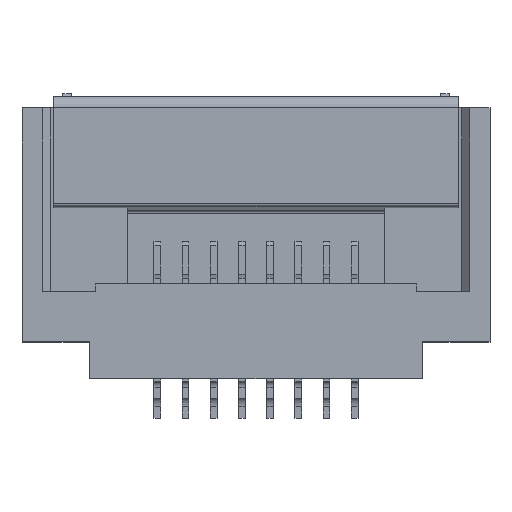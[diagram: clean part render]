
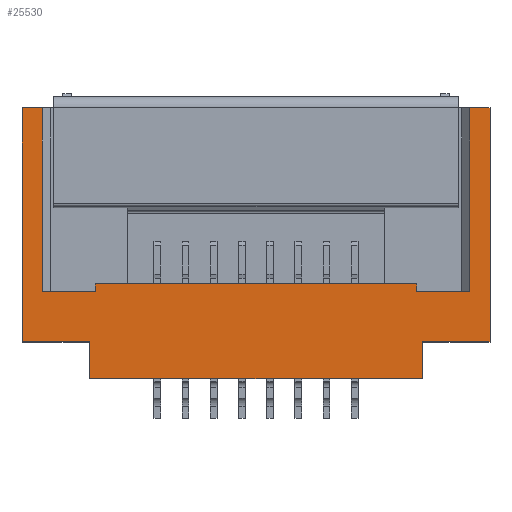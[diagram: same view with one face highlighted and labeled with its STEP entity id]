
A CAD part, top view. The second image highlights one B-rep face of the part: STEP entity #25530.
In plain terms, the highlighted face is planar.
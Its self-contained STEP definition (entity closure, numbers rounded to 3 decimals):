
#4720=CARTESIAN_POINT('',(34.975,58.87,-0.52));
#4730=VERTEX_POINT('',#4720);
#4760=CARTESIAN_POINT('',(40.875,58.87,-0.52));
#4770=DIRECTION('',(-1.,0.,0.));
#4780=VECTOR('',#4770,1.);
#4790=LINE('',#4760,#4780);
#4800=CARTESIAN_POINT('',(40.875,58.87,-0.52));
#4810=VERTEX_POINT('',#4800);
#4820=EDGE_CURVE('',#4810,#4730,#4790,.T.);
#19090=CARTESIAN_POINT('',(42.075,58.87,-5.32));
#19100=VERTEX_POINT('',#19090);
#19130=CARTESIAN_POINT('',(42.075,58.87,-5.32));
#19140=DIRECTION('',(-1.,0.,0.));
#19150=VECTOR('',#19140,1.);
#19160=LINE('',#19130,#19150);
#19170=CARTESIAN_POINT('',(41.72,58.87,-5.32));
#19180=VERTEX_POINT('',#19170);
#19190=EDGE_CURVE('',#19100,#19180,#19160,.T.);
#21030=CARTESIAN_POINT('',(42.075,58.87,-1.17));
#21040=VERTEX_POINT('',#21030);
#21070=CARTESIAN_POINT('',(42.075,58.87,-1.17));
#21080=DIRECTION('',(0.,0.,-1.));
#21090=VECTOR('',#21080,1.);
#21100=LINE('',#21070,#21090);
#21110=EDGE_CURVE('',#21040,#19100,#21100,.T.);
#22350=CARTESIAN_POINT('',(40.875,58.87,-1.17));
#22360=VERTEX_POINT('',#22350);
#22390=CARTESIAN_POINT('',(40.875,58.87,-1.17));
#22400=DIRECTION('',(1.,0.,0.));
#22410=VECTOR('',#22400,1.);
#22420=LINE('',#22390,#22410);
#22430=EDGE_CURVE('',#22360,#21040,#22420,.T.);
#24450=CARTESIAN_POINT('',(40.875,58.87,-0.52));
#24460=DIRECTION('',(0.,0.,-1.));
#24470=VECTOR('',#24460,1.);
#24480=LINE('',#24450,#24470);
#24490=EDGE_CURVE('',#4810,#22360,#24480,.T.);
#24550=CARTESIAN_POINT('',(24.925,58.87,-5.52));
#24560=DIRECTION('',(0.,1.,0.));
#24570=DIRECTION('',(0.,0.,-1.));
#24580=AXIS2_PLACEMENT_3D('',#24550,#24560,#24570);
#24590=PLANE('',#24580);
#24600=CARTESIAN_POINT('',(34.975,58.87,-0.52));
#24610=DIRECTION('',(0.,0.,-1.));
#24620=VECTOR('',#24610,1.);
#24630=LINE('',#24600,#24620);
#24640=CARTESIAN_POINT('',(34.975,58.87,-1.17));
#24650=VERTEX_POINT('',#24640);
#24660=EDGE_CURVE('',#4730,#24650,#24630,.T.);
#24670=ORIENTED_EDGE('',*,*,#24660,.F.);
#24680=CARTESIAN_POINT('',(34.975,58.87,-1.17));
#24690=DIRECTION('',(-1.,0.,0.));
#24700=VECTOR('',#24690,1.);
#24710=LINE('',#24680,#24700);
#24720=CARTESIAN_POINT('',(33.775,58.87,-1.17));
#24730=VERTEX_POINT('',#24720);
#24740=EDGE_CURVE('',#24650,#24730,#24710,.T.);
#24750=ORIENTED_EDGE('',*,*,#24740,.F.);
#24760=CARTESIAN_POINT('',(33.775,58.87,-1.17));
#24770=DIRECTION('',(0.,0.,-1.));
#24780=VECTOR('',#24770,1.);
#24790=LINE('',#24760,#24780);
#24800=CARTESIAN_POINT('',(33.775,58.87,-5.32));
#24810=VERTEX_POINT('',#24800);
#24820=EDGE_CURVE('',#24730,#24810,#24790,.T.);
#24830=ORIENTED_EDGE('',*,*,#24820,.F.);
#24840=CARTESIAN_POINT('',(33.775,58.87,-5.32));
#24850=DIRECTION('',(1.,0.,0.));
#24860=VECTOR('',#24850,1.);
#24870=LINE('',#24840,#24860);
#24880=CARTESIAN_POINT('',(34.13,58.87,-5.32));
#24890=VERTEX_POINT('',#24880);
#24900=EDGE_CURVE('',#24810,#24890,#24870,.T.);
#24910=ORIENTED_EDGE('',*,*,#24900,.F.);
#24920=CARTESIAN_POINT('',(34.13,58.87,-5.32));
#24930=DIRECTION('',(0.,0.,1.));
#24940=VECTOR('',#24930,1.);
#24950=LINE('',#24920,#24940);
#24960=CARTESIAN_POINT('',(34.13,58.87,-2.06));
#24970=VERTEX_POINT('',#24960);
#24980=EDGE_CURVE('',#24890,#24970,#24950,.T.);
#24990=ORIENTED_EDGE('',*,*,#24980,.F.);
#25000=CARTESIAN_POINT('',(34.13,58.87,-2.06));
#25010=DIRECTION('',(1.,0.,0.));
#25020=VECTOR('',#25010,1.);
#25030=LINE('',#25000,#25020);
#25040=CARTESIAN_POINT('',(35.07,58.87,-2.06));
#25050=VERTEX_POINT('',#25040);
#25060=EDGE_CURVE('',#24970,#25050,#25030,.T.);
#25070=ORIENTED_EDGE('',*,*,#25060,.F.);
#25080=CARTESIAN_POINT('',(35.07,58.87,-2.06));
#25090=DIRECTION('',(0.,0.,-1.));
#25100=VECTOR('',#25090,1.);
#25110=LINE('',#25080,#25100);
#25120=CARTESIAN_POINT('',(35.07,58.87,-2.2));
#25130=VERTEX_POINT('',#25120);
#25140=EDGE_CURVE('',#25050,#25130,#25110,.T.);
#25150=ORIENTED_EDGE('',*,*,#25140,.F.);
#25160=CARTESIAN_POINT('',(40.78,58.87,-2.2));
#25170=DIRECTION('',(-1.,0.,0.));
#25180=VECTOR('',#25170,1.);
#25190=LINE('',#25160,#25180);
#25200=CARTESIAN_POINT('',(40.78,58.87,-2.2));
#25210=VERTEX_POINT('',#25200);
#25220=EDGE_CURVE('',#25210,#25130,#25190,.T.);
#25230=ORIENTED_EDGE('',*,*,#25220,.T.);
#25240=CARTESIAN_POINT('',(40.78,58.87,-2.06));
#25250=DIRECTION('',(0.,0.,-1.));
#25260=VECTOR('',#25250,1.);
#25270=LINE('',#25240,#25260);
#25280=CARTESIAN_POINT('',(40.78,58.87,-2.06));
#25290=VERTEX_POINT('',#25280);
#25300=EDGE_CURVE('',#25290,#25210,#25270,.T.);
#25310=ORIENTED_EDGE('',*,*,#25300,.T.);
#25320=CARTESIAN_POINT('',(41.72,58.87,-2.06));
#25330=DIRECTION('',(-1.,0.,0.));
#25340=VECTOR('',#25330,1.);
#25350=LINE('',#25320,#25340);
#25360=CARTESIAN_POINT('',(41.72,58.87,-2.06));
#25370=VERTEX_POINT('',#25360);
#25380=EDGE_CURVE('',#25370,#25290,#25350,.T.);
#25390=ORIENTED_EDGE('',*,*,#25380,.T.);
#25400=CARTESIAN_POINT('',(41.72,58.87,-5.32));
#25410=DIRECTION('',(0.,0.,1.));
#25420=VECTOR('',#25410,1.);
#25430=LINE('',#25400,#25420);
#25440=EDGE_CURVE('',#19180,#25370,#25430,.T.);
#25450=ORIENTED_EDGE('',*,*,#25440,.T.);
#25460=ORIENTED_EDGE('',*,*,#19190,.T.);
#25470=ORIENTED_EDGE('',*,*,#21110,.T.);
#25480=ORIENTED_EDGE('',*,*,#22430,.T.);
#25490=ORIENTED_EDGE('',*,*,#24490,.T.);
#25500=ORIENTED_EDGE('',*,*,#4820,.F.);
#25510=EDGE_LOOP('',(#25500,#25490,#25480,#25470,#25460,#25450,#25390,
#25310,#25230,#25150,#25070,#24990,#24910,#24830,#24750,#24670));
#25520=FACE_OUTER_BOUND('',#25510,.T.);
#25530=ADVANCED_FACE('',(#25520),#24590,.T.);
